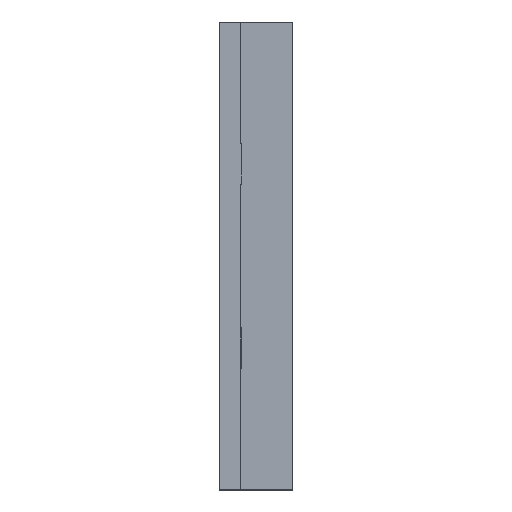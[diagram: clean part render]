
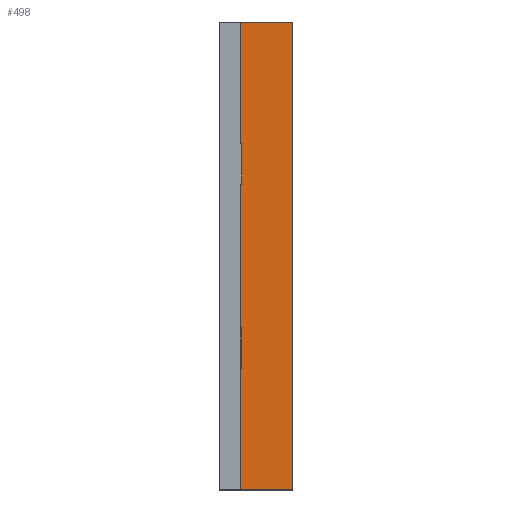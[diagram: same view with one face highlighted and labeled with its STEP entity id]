
A CAD part, top view. The second image highlights one B-rep face of the part: STEP entity #498.
In plain terms, the highlighted planar face has unit normal (0, 0, 1).
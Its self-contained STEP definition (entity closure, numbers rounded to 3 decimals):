
#1 = CARTESIAN_POINT ( 'NONE',  ( 100., 0., -1.1 ) ) ;
#39 = CARTESIAN_POINT ( 'NONE',  ( 28.8, -317.5, -1.1 ) ) ;
#62 = CARTESIAN_POINT ( 'NONE',  ( 50.525, -317.5, -1.1 ) ) ;
#79 = EDGE_CURVE ( 'NONE', #691, #638, #119, .T. ) ;
#81 = VERTEX_POINT ( 'NONE', #616 ) ;
#119 = LINE ( 'NONE', #927, #147 ) ;
#121 = CARTESIAN_POINT ( 'NONE',  ( 28.8, 317.5, -1.1 ) ) ;
#147 = VECTOR ( 'NONE', #809, 1000. ) ;
#196 = EDGE_CURVE ( 'NONE', #973, #638, #1115, .T. ) ;
#290 = DIRECTION ( 'NONE',  ( 0., 0., -1. ) ) ;
#381 = EDGE_LOOP ( 'NONE', ( #787, #860, #594, #1285 ) ) ;
#389 = DIRECTION ( 'NONE',  ( -1., 0., 0. ) ) ;
#412 = EDGE_CURVE ( 'NONE', #691, #81, #967, .T. ) ;
#448 = DIRECTION ( 'NONE',  ( -1., 0., 0. ) ) ;
#498 = ADVANCED_FACE ( 'NONE', ( #1290 ), #593, .F. ) ;
#552 = EDGE_CURVE ( 'NONE', #81, #973, #893, .T. ) ;
#565 = VECTOR ( 'NONE', #448, 1000. ) ;
#593 = PLANE ( 'NONE',  #974 ) ;
#594 = ORIENTED_EDGE ( 'NONE', *, *, #412, .T. ) ;
#611 = DIRECTION ( 'NONE',  ( 0., 1., 0. ) ) ;
#616 = CARTESIAN_POINT ( 'NONE',  ( 100., -317.5, -1.1 ) ) ;
#638 = VERTEX_POINT ( 'NONE', #121 ) ;
#684 = VECTOR ( 'NONE', #1052, 1000. ) ;
#691 = VERTEX_POINT ( 'NONE', #39 ) ;
#787 = ORIENTED_EDGE ( 'NONE', *, *, #196, .T. ) ;
#790 = CARTESIAN_POINT ( 'NONE',  ( 50.525, 0., -1.1 ) ) ;
#809 = DIRECTION ( 'NONE',  ( 0., 1., 0. ) ) ;
#818 = CARTESIAN_POINT ( 'NONE',  ( 100., 317.5, -1.1 ) ) ;
#860 = ORIENTED_EDGE ( 'NONE', *, *, #79, .F. ) ;
#893 = LINE ( 'NONE', #1, #1147 ) ;
#927 = CARTESIAN_POINT ( 'NONE',  ( 28.8, -417.522, -1.1 ) ) ;
#932 = CARTESIAN_POINT ( 'NONE',  ( 50.525, 317.5, -1.1 ) ) ;
#967 = LINE ( 'NONE', #62, #684 ) ;
#973 = VERTEX_POINT ( 'NONE', #818 ) ;
#974 = AXIS2_PLACEMENT_3D ( 'NONE', #790, #290, #389 ) ;
#1052 = DIRECTION ( 'NONE',  ( 1., 0., 0. ) ) ;
#1115 = LINE ( 'NONE', #932, #565 ) ;
#1147 = VECTOR ( 'NONE', #611, 1000. ) ;
#1285 = ORIENTED_EDGE ( 'NONE', *, *, #552, .T. ) ;
#1290 = FACE_OUTER_BOUND ( 'NONE', #381, .T. ) ;
